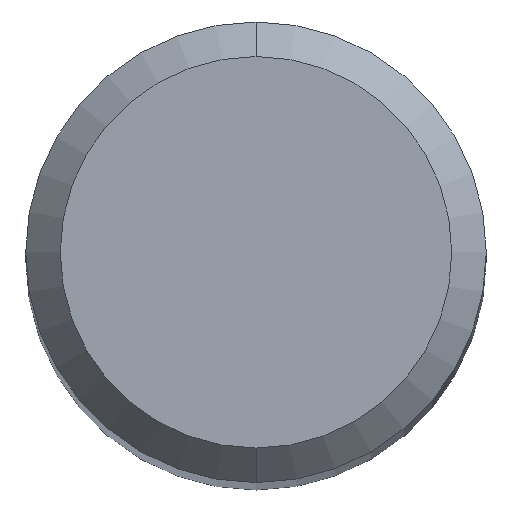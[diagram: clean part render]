
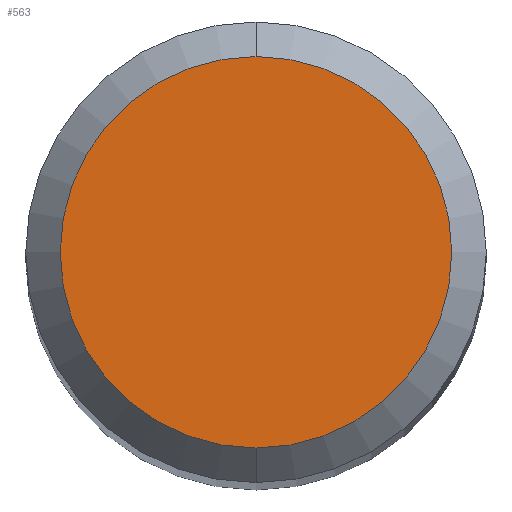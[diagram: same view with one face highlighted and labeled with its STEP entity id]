
A CAD part, top view. The second image highlights one B-rep face of the part: STEP entity #563.
In plain terms, the highlighted planar face has unit normal (0, 0, 1).
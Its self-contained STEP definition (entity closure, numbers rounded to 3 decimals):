
#379=EDGE_CURVE('',#447,#419,#1065,.T.);
#419=VERTEX_POINT('',#1108);
#447=VERTEX_POINT('',#1138);
#563=ADVANCED_FACE('',(#1264),#1265,.T.);
#687=EDGE_CURVE('',#419,#447,#1408,.T.);
#1065=CIRCLE('',#1821,1.7);
#1108=CARTESIAN_POINT('',(0.,-1.7,0.0));
#1138=CARTESIAN_POINT('',(0.0,1.7,0.0));
#1264=FACE_OUTER_BOUND('',#2551,.T.);
#1265=PLANE('',#2552);
#1408=CIRCLE('',#3200,1.7);
#1821=AXIS2_PLACEMENT_3D('',#4442,#4443,#4444);
#2551=EDGE_LOOP('',(#4633,#4634));
#2552=AXIS2_PLACEMENT_3D('',#4635,#4636,#4637);
#3200=AXIS2_PLACEMENT_3D('',#4856,#4857,#4858);
#4442=CARTESIAN_POINT('',(0.0,0.0,0.0));
#4443=DIRECTION('',(0.0,0.0,-1.0));
#4444=DIRECTION('',(0.0,1.0,0.0));
#4633=ORIENTED_EDGE('',*,*,#379,.F.);
#4634=ORIENTED_EDGE('',*,*,#687,.F.);
#4635=CARTESIAN_POINT('',(0.0,0.85,0.0));
#4636=DIRECTION('',(-0.0,0.0,1.0));
#4637=DIRECTION('',(0.0,-1.0,0.0));
#4856=CARTESIAN_POINT('',(0.0,0.0,0.0));
#4857=DIRECTION('',(0.0,0.0,-1.0));
#4858=DIRECTION('',(0.0,1.0,0.0));
